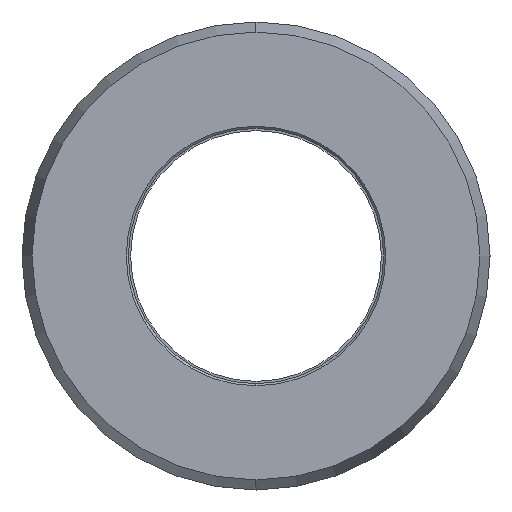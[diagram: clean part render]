
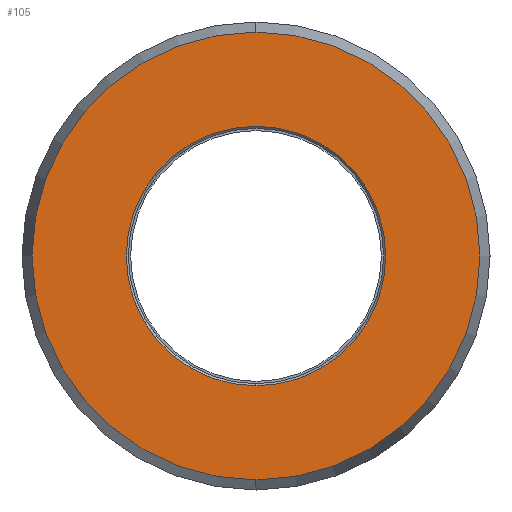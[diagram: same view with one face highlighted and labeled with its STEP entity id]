
A CAD part, left-side view. The second image highlights one B-rep face of the part: STEP entity #105.
In plain terms, the highlighted planar face has unit normal (-1, 0, 0).
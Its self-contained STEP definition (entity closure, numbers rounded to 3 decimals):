
#105=ADVANCED_FACE('NONE',(#217,#218),#219,.F.);
#217=FACE_OUTER_BOUND('',#341,.T.);
#218=FACE_BOUND('',#342,.T.);
#219=PLANE('',#343);
#341=EDGE_LOOP('',(#581,#582));
#342=EDGE_LOOP('',(#583,#584));
#343=AXIS2_PLACEMENT_3D('',#585,#586,#587);
#581=ORIENTED_EDGE('',*,*,#735,.T.);
#582=ORIENTED_EDGE('',*,*,#796,.T.);
#583=ORIENTED_EDGE('',*,*,#730,.T.);
#584=ORIENTED_EDGE('',*,*,#798,.T.);
#585=CARTESIAN_POINT('',(-16.0,10.527,0.0));
#586=DIRECTION('',(1.0,0.0,0.0));
#587=DIRECTION('',(0.0,1.0,-0.0));
#730=EDGE_CURVE('NONE',#873,#870,#874,.T.);
#735=EDGE_CURVE('NONE',#882,#879,#883,.T.);
#796=EDGE_CURVE('NONE',#879,#882,#969,.T.);
#798=EDGE_CURVE('NONE',#870,#873,#971,.T.);
#870=VERTEX_POINT('',#1053);
#873=VERTEX_POINT('NONE',#1057);
#874=CIRCLE('',#1058,6.1);
#879=VERTEX_POINT('',#1064);
#882=VERTEX_POINT('NONE',#1068);
#883=CIRCLE('',#1069,10.527);
#969=CIRCLE('',#1170,10.527);
#971=CIRCLE('',#1172,6.1);
#1053=CARTESIAN_POINT('',(-16.0,0.,6.1));
#1057=CARTESIAN_POINT('',(-16.0,0.0,-6.1));
#1058=AXIS2_PLACEMENT_3D('',#1241,#1242,#1243);
#1064=CARTESIAN_POINT('',(-16.0,0.,-10.527));
#1068=CARTESIAN_POINT('',(-16.0,0.0,10.527));
#1069=AXIS2_PLACEMENT_3D('',#1249,#1250,#1251);
#1170=AXIS2_PLACEMENT_3D('',#1357,#1358,#1359);
#1172=AXIS2_PLACEMENT_3D('',#1360,#1361,#1362);
#1241=CARTESIAN_POINT('',(-16.0,0.0,0.0));
#1242=DIRECTION('',(1.0,0.0,0.0));
#1243=DIRECTION('',(0.0,0.0,-1.0));
#1249=CARTESIAN_POINT('',(-16.0,0.0,0.0));
#1250=DIRECTION('',(-1.0,0.0,0.0));
#1251=DIRECTION('',(0.0,0.0,1.0));
#1357=CARTESIAN_POINT('',(-16.0,0.0,0.0));
#1358=DIRECTION('',(-1.0,0.0,0.0));
#1359=DIRECTION('',(0.0,0.0,1.0));
#1360=CARTESIAN_POINT('',(-16.0,0.0,0.0));
#1361=DIRECTION('',(1.0,0.0,0.0));
#1362=DIRECTION('',(0.0,0.0,-1.0));
